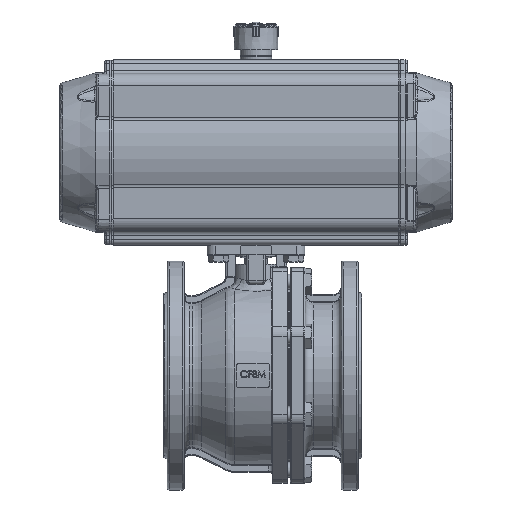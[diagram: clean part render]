
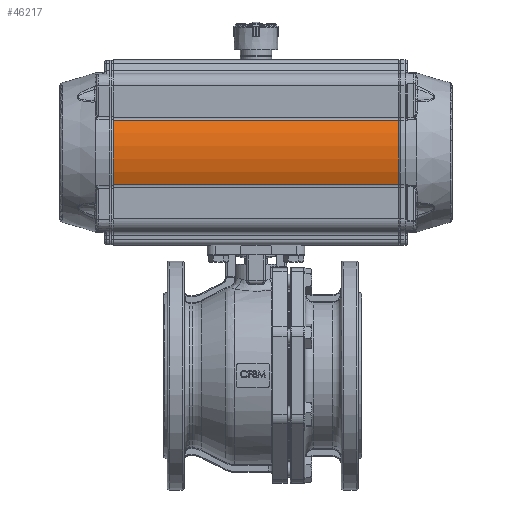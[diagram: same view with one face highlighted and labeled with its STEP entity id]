
A CAD part, top view. The second image highlights one B-rep face of the part: STEP entity #46217.
In plain terms, the highlighted cylindrical face has radius 77 mm (diameter 154 mm), a partial arc.
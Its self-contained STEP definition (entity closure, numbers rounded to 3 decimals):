
#1953=LINE('',#107860,#4532);
#1954=LINE('',#107870,#4533);
#4532=VECTOR('',#56995,1000.);
#4533=VECTOR('',#57006,1000.);
#13808=ORIENTED_EDGE('',*,*,#25531,.F.);
#13809=ORIENTED_EDGE('',*,*,#25528,.T.);
#13810=ORIENTED_EDGE('',*,*,#25532,.T.);
#13811=ORIENTED_EDGE('',*,*,#25533,.T.);
#25528=EDGE_CURVE('',#31763,#31764,#1953,.T.);
#25531=EDGE_CURVE('',#31763,#31765,#35557,.T.);
#25532=EDGE_CURVE('',#31764,#31766,#35558,.T.);
#25533=EDGE_CURVE('',#31766,#31765,#1954,.T.);
#31763=VERTEX_POINT('',#107861);
#31764=VERTEX_POINT('',#107862);
#31765=VERTEX_POINT('',#107867);
#31766=VERTEX_POINT('',#107869);
#35557=CIRCLE('',#50119,77.);
#35558=CIRCLE('',#50120,77.);
#38333=EDGE_LOOP('',(#13808,#13809,#13810,#13811));
#42091=FACE_BOUND('',#38333,.T.);
#44750=CYLINDRICAL_SURFACE('',#50118,77.);
#46217=ADVANCED_FACE('',(#42091),#44750,.T.);
#50118=AXIS2_PLACEMENT_3D('',#107865,#57000,#57001);
#50119=AXIS2_PLACEMENT_3D('',#107866,#57002,#57003);
#50120=AXIS2_PLACEMENT_3D('',#107868,#57004,#57005);
#56995=DIRECTION('',(0.,0.,-1.));
#57000=DIRECTION('',(0.,0.,1.));
#57001=DIRECTION('',(1.,0.,0.));
#57002=DIRECTION('',(0.,0.,1.));
#57003=DIRECTION('',(1.,0.,0.));
#57004=DIRECTION('',(0.,0.,1.));
#57005=DIRECTION('',(1.,0.,0.));
#57006=DIRECTION('',(0.,0.,1.));
#107860=CARTESIAN_POINT('',(-70.506,30.95,0.));
#107861=CARTESIAN_POINT('',(-70.506,30.95,275.));
#107862=CARTESIAN_POINT('',(-70.506,30.95,0.));
#107865=CARTESIAN_POINT('',(0.,0.,0.));
#107866=CARTESIAN_POINT('',(0.,0.,275.));
#107867=CARTESIAN_POINT('',(-70.506,-30.95,275.));
#107868=CARTESIAN_POINT('',(0.,0.,0.));
#107869=CARTESIAN_POINT('',(-70.506,-30.95,0.));
#107870=CARTESIAN_POINT('',(-70.506,-30.95,0.));
